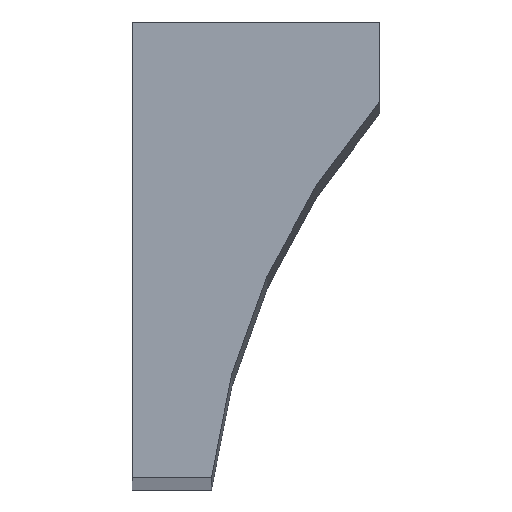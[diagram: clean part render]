
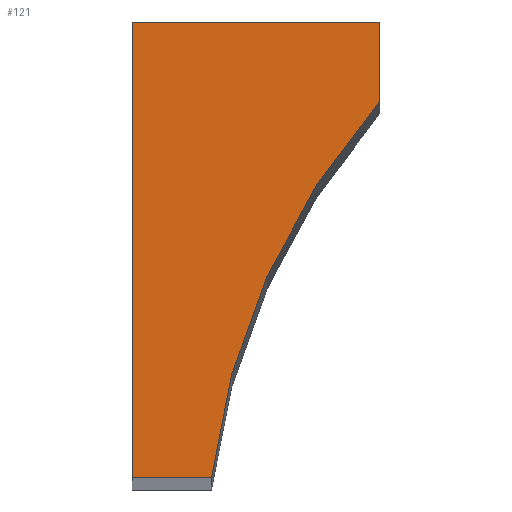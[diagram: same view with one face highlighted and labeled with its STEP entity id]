
A CAD part, top view. The second image highlights one B-rep face of the part: STEP entity #121.
In plain terms, the highlighted planar face has unit normal (0, 0, 1).
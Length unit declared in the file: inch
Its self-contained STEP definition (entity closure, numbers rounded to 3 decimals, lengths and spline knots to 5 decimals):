
#18=FACE_OUTER_BOUND('',#25,.T.);
#25=EDGE_LOOP('',(#92,#93,#94,#95,#96));
#31=CIRCLE('',#144,8.75);
#37=LINE('',#198,#50);
#39=LINE('',#202,#52);
#40=LINE('',#204,#53);
#41=LINE('',#207,#54);
#50=VECTOR('',#162,0.3937);
#52=VECTOR('',#166,0.3937);
#53=VECTOR('',#167,0.3937);
#54=VECTOR('',#170,0.3937);
#63=VERTEX_POINT('',#195);
#64=VERTEX_POINT('',#197);
#65=VERTEX_POINT('',#201);
#66=VERTEX_POINT('',#203);
#67=VERTEX_POINT('',#205);
#74=EDGE_CURVE('',#64,#63,#37,.T.);
#76=EDGE_CURVE('',#65,#63,#39,.T.);
#77=EDGE_CURVE('',#66,#65,#40,.T.);
#78=EDGE_CURVE('',#67,#66,#31,.T.);
#79=EDGE_CURVE('',#64,#67,#41,.T.);
#92=ORIENTED_EDGE('',*,*,#76,.F.);
#93=ORIENTED_EDGE('',*,*,#77,.F.);
#94=ORIENTED_EDGE('',*,*,#78,.F.);
#95=ORIENTED_EDGE('',*,*,#79,.F.);
#96=ORIENTED_EDGE('',*,*,#74,.T.);
#115=PLANE('',#143);
#121=ADVANCED_FACE('',(#18),#115,.F.);
#143=AXIS2_PLACEMENT_3D('',#200,#164,#165);
#144=AXIS2_PLACEMENT_3D('',#206,#168,#169);
#162=DIRECTION('',(-1.,0.,0.));
#164=DIRECTION('center_axis',(0.,0.,-1.));
#165=DIRECTION('ref_axis',(-1.,0.,0.));
#166=DIRECTION('',(0.,1.,0.));
#167=DIRECTION('',(-1.,0.,0.));
#168=DIRECTION('center_axis',(0.,0.,1.));
#169=DIRECTION('ref_axis',(-0.993,0.118,0.));
#170=DIRECTION('',(0.,-1.,0.));
#195=CARTESIAN_POINT('',(-141.625,0.,92.25));
#197=CARTESIAN_POINT('',(-138.5,0.,92.25));
#198=CARTESIAN_POINT('',(-45.6875,0.,92.25));
#200=CARTESIAN_POINT('Origin',(242.125,0.,92.25));
#201=CARTESIAN_POINT('',(-141.625,-5.75,92.25));
#202=CARTESIAN_POINT('',(-141.625,-0.1875,92.25));
#203=CARTESIAN_POINT('',(-140.625,-5.75,92.25));
#204=CARTESIAN_POINT('',(122.25,-5.75,92.25));
#205=CARTESIAN_POINT('',(-138.5,-1.,92.25));
#206=CARTESIAN_POINT('Origin',(-131.93662,-6.78658,92.25));
#207=CARTESIAN_POINT('',(-138.5,-0.5,92.25));
